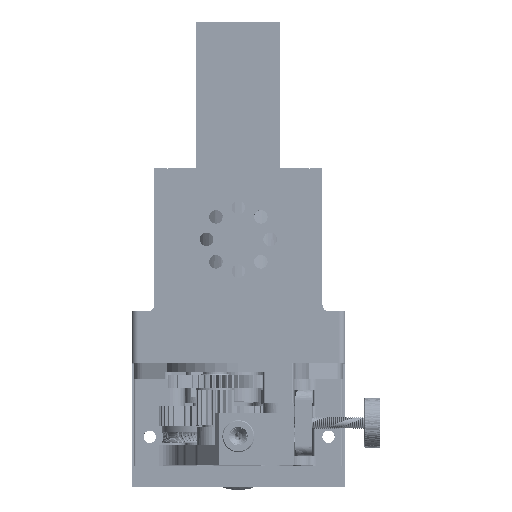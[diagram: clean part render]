
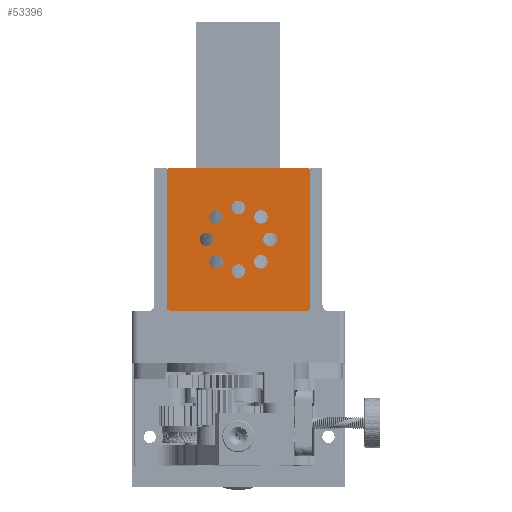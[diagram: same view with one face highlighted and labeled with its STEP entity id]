
A CAD part, top view. The second image highlights one B-rep face of the part: STEP entity #53396.
In plain terms, the highlighted planar face has unit normal (0, 0, 1).
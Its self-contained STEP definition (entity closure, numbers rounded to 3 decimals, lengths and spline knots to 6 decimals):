
#4662=LINE('',#80594,#8103);
#4666=LINE('',#80607,#8107);
#4670=LINE('',#80622,#8111);
#4672=LINE('',#80630,#8113);
#8103=VECTOR('',#65908,1.);
#8107=VECTOR('',#65918,1.);
#8111=VECTOR('',#65930,1.);
#8113=VECTOR('',#65938,1.);
#11942=ORIENTED_EDGE('',*,*,#28297,.F.);
#11943=ORIENTED_EDGE('',*,*,#28295,.F.);
#11944=ORIENTED_EDGE('',*,*,#28293,.F.);
#11945=ORIENTED_EDGE('',*,*,#28291,.F.);
#11946=ORIENTED_EDGE('',*,*,#28289,.F.);
#11947=ORIENTED_EDGE('',*,*,#28287,.F.);
#11948=ORIENTED_EDGE('',*,*,#28285,.F.);
#11949=ORIENTED_EDGE('',*,*,#28283,.F.);
#11950=ORIENTED_EDGE('',*,*,#28274,.T.);
#11951=ORIENTED_EDGE('',*,*,#28299,.T.);
#11952=ORIENTED_EDGE('',*,*,#28278,.F.);
#11953=ORIENTED_EDGE('',*,*,#28300,.T.);
#11954=ORIENTED_EDGE('',*,*,#28261,.F.);
#11955=ORIENTED_EDGE('',*,*,#28301,.T.);
#11956=ORIENTED_EDGE('',*,*,#28267,.T.);
#11957=ORIENTED_EDGE('',*,*,#28302,.T.);
#28261=EDGE_CURVE('',#36495,#36496,#4662,.T.);
#28267=EDGE_CURVE('',#36502,#36501,#4666,.T.);
#28274=EDGE_CURVE('',#36509,#36508,#4670,.T.);
#28278=EDGE_CURVE('',#36512,#36513,#4672,.T.);
#28283=EDGE_CURVE('',#36517,#36517,#41975,.T.);
#28285=EDGE_CURVE('',#36519,#36519,#41977,.T.);
#28287=EDGE_CURVE('',#36521,#36521,#41979,.T.);
#28289=EDGE_CURVE('',#36523,#36523,#41981,.T.);
#28291=EDGE_CURVE('',#36525,#36525,#41983,.T.);
#28293=EDGE_CURVE('',#36527,#36527,#41985,.T.);
#28295=EDGE_CURVE('',#36529,#36529,#41987,.T.);
#28297=EDGE_CURVE('',#36531,#36531,#41989,.T.);
#28299=EDGE_CURVE('',#36508,#36513,#41991,.T.);
#28300=EDGE_CURVE('',#36512,#36496,#41992,.T.);
#28301=EDGE_CURVE('',#36495,#36502,#41993,.T.);
#28302=EDGE_CURVE('',#36501,#36509,#41994,.T.);
#36495=VERTEX_POINT('',#80593);
#36496=VERTEX_POINT('',#80595);
#36501=VERTEX_POINT('',#80606);
#36502=VERTEX_POINT('',#80608);
#36508=VERTEX_POINT('',#80621);
#36509=VERTEX_POINT('',#80623);
#36512=VERTEX_POINT('',#80631);
#36513=VERTEX_POINT('',#80632);
#36517=VERTEX_POINT('',#80642);
#36519=VERTEX_POINT('',#80647);
#36521=VERTEX_POINT('',#80652);
#36523=VERTEX_POINT('',#80657);
#36525=VERTEX_POINT('',#80662);
#36527=VERTEX_POINT('',#80667);
#36529=VERTEX_POINT('',#80672);
#36531=VERTEX_POINT('',#80677);
#41975=CIRCLE('',#59913,0.00165);
#41977=CIRCLE('',#59916,0.00165);
#41979=CIRCLE('',#59919,0.00165);
#41981=CIRCLE('',#59922,0.00165);
#41983=CIRCLE('',#59925,0.00165);
#41985=CIRCLE('',#59928,0.00165);
#41987=CIRCLE('',#59931,0.00165);
#41989=CIRCLE('',#59934,0.00165);
#41991=CIRCLE('',#59937,0.001);
#41992=CIRCLE('',#59938,0.001);
#41993=CIRCLE('',#59939,0.001);
#41994=CIRCLE('',#59940,0.001);
#45132=EDGE_LOOP('',(#11942));
#45133=EDGE_LOOP('',(#11943));
#45134=EDGE_LOOP('',(#11944));
#45135=EDGE_LOOP('',(#11945));
#45136=EDGE_LOOP('',(#11946));
#45137=EDGE_LOOP('',(#11947));
#45138=EDGE_LOOP('',(#11948));
#45139=EDGE_LOOP('',(#11949));
#45140=EDGE_LOOP('',(#11950,#11951,#11952,#11953,#11954,#11955,#11956,#11957));
#48734=FACE_BOUND('',#45132,.T.);
#48735=FACE_BOUND('',#45133,.T.);
#48736=FACE_BOUND('',#45134,.T.);
#48737=FACE_BOUND('',#45135,.T.);
#48738=FACE_BOUND('',#45136,.T.);
#48739=FACE_BOUND('',#45137,.T.);
#48740=FACE_BOUND('',#45138,.T.);
#48741=FACE_BOUND('',#45139,.T.);
#48742=FACE_BOUND('',#45140,.T.);
#52192=PLANE('',#59936);
#53396=ADVANCED_FACE('',(#48734,#48735,#48736,#48737,#48738,#48739,#48740,
#48741,#48742),#52192,.T.);
#59913=AXIS2_PLACEMENT_3D('',#80641,#65946,#65947);
#59916=AXIS2_PLACEMENT_3D('',#80646,#65952,#65953);
#59919=AXIS2_PLACEMENT_3D('',#80651,#65958,#65959);
#59922=AXIS2_PLACEMENT_3D('',#80656,#65964,#65965);
#59925=AXIS2_PLACEMENT_3D('',#80661,#65970,#65971);
#59928=AXIS2_PLACEMENT_3D('',#80666,#65976,#65977);
#59931=AXIS2_PLACEMENT_3D('',#80671,#65982,#65983);
#59934=AXIS2_PLACEMENT_3D('',#80676,#65988,#65989);
#59936=AXIS2_PLACEMENT_3D('',#80680,#65992,#65993);
#59937=AXIS2_PLACEMENT_3D('',#80681,#65994,#65995);
#59938=AXIS2_PLACEMENT_3D('',#80682,#65996,#65997);
#59939=AXIS2_PLACEMENT_3D('',#80683,#65998,#65999);
#59940=AXIS2_PLACEMENT_3D('',#80684,#66000,#66001);
#65908=DIRECTION('',(-1.,0.,0.));
#65918=DIRECTION('',(0.,1.,0.));
#65930=DIRECTION('',(-1.,0.,0.));
#65938=DIRECTION('',(0.,1.,0.));
#65946=DIRECTION('',(0.,0.,1.));
#65947=DIRECTION('',(1.,0.,0.));
#65952=DIRECTION('',(0.,0.,1.));
#65953=DIRECTION('',(1.,0.,0.));
#65958=DIRECTION('',(0.,0.,1.));
#65959=DIRECTION('',(1.,0.,0.));
#65964=DIRECTION('',(0.,0.,1.));
#65965=DIRECTION('',(1.,0.,0.));
#65970=DIRECTION('',(0.,0.,1.));
#65971=DIRECTION('',(1.,0.,0.));
#65976=DIRECTION('',(0.,0.,1.));
#65977=DIRECTION('',(1.,0.,0.));
#65982=DIRECTION('',(0.,0.,1.));
#65983=DIRECTION('',(1.,0.,0.));
#65988=DIRECTION('',(0.,0.,1.));
#65989=DIRECTION('',(1.,0.,0.));
#65992=DIRECTION('',(0.,0.,1.));
#65993=DIRECTION('',(1.,0.,0.));
#65994=DIRECTION('',(0.,0.,1.));
#65995=DIRECTION('',(1.,0.,0.));
#65996=DIRECTION('',(0.,0.,1.));
#65997=DIRECTION('',(1.,0.,0.));
#65998=DIRECTION('',(0.,0.,1.));
#65999=DIRECTION('',(1.,0.,0.));
#66000=DIRECTION('',(0.,0.,1.));
#66001=DIRECTION('',(1.,0.,0.));
#80593=CARTESIAN_POINT('',(0.0165,-0.0175,0.006));
#80594=CARTESIAN_POINT('',(0.,-0.0175,0.006));
#80595=CARTESIAN_POINT('',(-0.0165,-0.0175,0.006));
#80606=CARTESIAN_POINT('',(0.0175,0.0165,0.006));
#80607=CARTESIAN_POINT('',(0.0175,0.,0.006));
#80608=CARTESIAN_POINT('',(0.0175,-0.0165,0.006));
#80621=CARTESIAN_POINT('',(-0.0165,0.0175,0.006));
#80622=CARTESIAN_POINT('',(0.,0.0175,0.006));
#80623=CARTESIAN_POINT('',(0.0165,0.0175,0.006));
#80630=CARTESIAN_POINT('',(-0.0175,0.,0.006));
#80631=CARTESIAN_POINT('',(-0.0175,-0.0165,0.006));
#80632=CARTESIAN_POINT('',(-0.0175,0.0165,0.006));
#80641=CARTESIAN_POINT('',(0.,0.00775,0.006));
#80642=CARTESIAN_POINT('',(0.00165,0.00775,0.006));
#80646=CARTESIAN_POINT('',(-0.00548,0.00548,0.006));
#80647=CARTESIAN_POINT('',(-0.00383,0.00548,0.006));
#80651=CARTESIAN_POINT('',(-0.00775,0.,0.006));
#80652=CARTESIAN_POINT('',(-0.0061,0.,0.006));
#80656=CARTESIAN_POINT('',(-0.00548,-0.00548,0.006));
#80657=CARTESIAN_POINT('',(-0.00383,-0.00548,0.006));
#80661=CARTESIAN_POINT('',(0.,-0.00775,0.006));
#80662=CARTESIAN_POINT('',(0.00165,-0.00775,0.006));
#80666=CARTESIAN_POINT('',(0.00548,-0.00548,0.006));
#80667=CARTESIAN_POINT('',(0.00713,-0.00548,0.006));
#80671=CARTESIAN_POINT('',(0.00775,0.,0.006));
#80672=CARTESIAN_POINT('',(0.0094,0.,0.006));
#80676=CARTESIAN_POINT('',(0.00548,0.00548,0.006));
#80677=CARTESIAN_POINT('',(0.00713,0.00548,0.006));
#80680=CARTESIAN_POINT('',(0.,0.,0.006));
#80681=CARTESIAN_POINT('',(-0.0165,0.0165,0.006));
#80682=CARTESIAN_POINT('',(-0.0165,-0.0165,0.006));
#80683=CARTESIAN_POINT('',(0.0165,-0.0165,0.006));
#80684=CARTESIAN_POINT('',(0.0165,0.0165,0.006));
